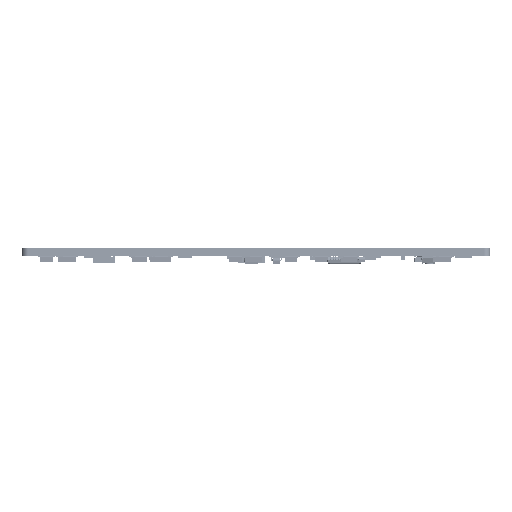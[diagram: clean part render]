
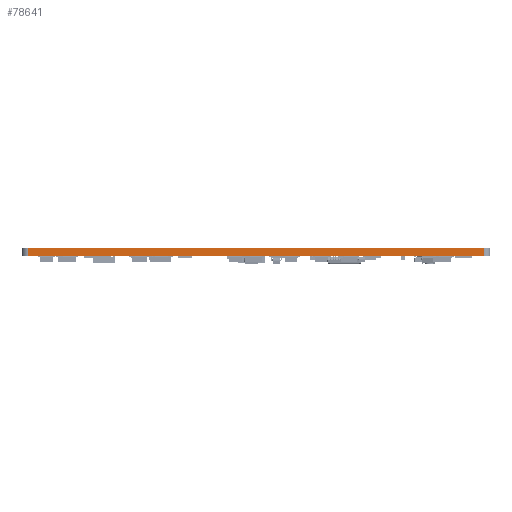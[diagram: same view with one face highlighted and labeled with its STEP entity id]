
A CAD part, left-side view. The second image highlights one B-rep face of the part: STEP entity #78641.
In plain terms, the highlighted planar face has unit normal (-1, 0, 0).
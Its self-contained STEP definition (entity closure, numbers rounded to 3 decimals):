
#61233 = VERTEX_POINT('',#61234);
#61234 = CARTESIAN_POINT('',(63.857,-62.857,0.));
#61241 = EDGE_CURVE('',#61242,#61233,#61244,.T.);
#61242 = VERTEX_POINT('',#61243);
#61243 = CARTESIAN_POINT('',(63.857,-155.009,0.));
#61244 = LINE('',#61245,#61246);
#61245 = CARTESIAN_POINT('',(63.857,-155.009,0.));
#61246 = VECTOR('',#61247,1.);
#61247 = DIRECTION('',(0.,1.,0.));
#69731 = VERTEX_POINT('',#69732);
#69732 = CARTESIAN_POINT('',(63.857,-62.857,1.6));
#69739 = EDGE_CURVE('',#69740,#69731,#69742,.T.);
#69740 = VERTEX_POINT('',#69741);
#69741 = CARTESIAN_POINT('',(63.857,-155.009,1.6));
#69742 = LINE('',#69743,#69744);
#69743 = CARTESIAN_POINT('',(63.857,-155.009,1.6));
#69744 = VECTOR('',#69745,1.);
#69745 = DIRECTION('',(0.,1.,0.));
#78611 = EDGE_CURVE('',#61233,#69731,#78612,.T.);
#78612 = LINE('',#78613,#78614);
#78613 = CARTESIAN_POINT('',(63.857,-62.857,0.));
#78614 = VECTOR('',#78615,1.);
#78615 = DIRECTION('',(0.,0.,1.));
#78641 = ADVANCED_FACE('',(#78642),#78653,.T.);
#78642 = FACE_BOUND('',#78643,.T.);
#78643 = EDGE_LOOP('',(#78644,#78650,#78651,#78652));
#78644 = ORIENTED_EDGE('',*,*,#78645,.T.);
#78645 = EDGE_CURVE('',#61242,#69740,#78646,.T.);
#78646 = LINE('',#78647,#78648);
#78647 = CARTESIAN_POINT('',(63.857,-155.009,0.));
#78648 = VECTOR('',#78649,1.);
#78649 = DIRECTION('',(0.,0.,1.));
#78650 = ORIENTED_EDGE('',*,*,#69739,.T.);
#78651 = ORIENTED_EDGE('',*,*,#78611,.F.);
#78652 = ORIENTED_EDGE('',*,*,#61241,.F.);
#78653 = PLANE('',#78654);
#78654 = AXIS2_PLACEMENT_3D('',#78655,#78656,#78657);
#78655 = CARTESIAN_POINT('',(63.857,-155.009,0.));
#78656 = DIRECTION('',(-1.,0.,0.));
#78657 = DIRECTION('',(0.,1.,0.));
